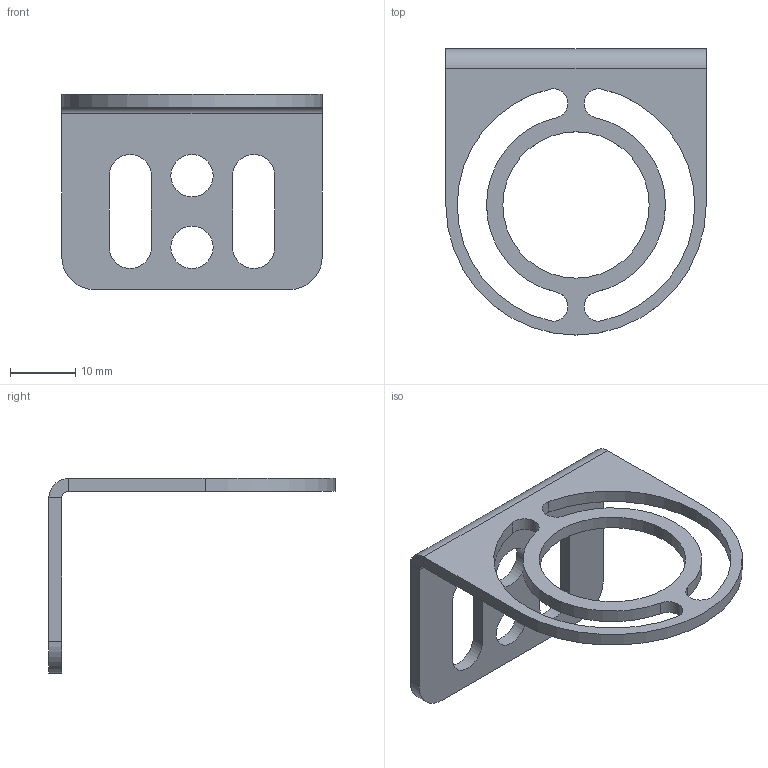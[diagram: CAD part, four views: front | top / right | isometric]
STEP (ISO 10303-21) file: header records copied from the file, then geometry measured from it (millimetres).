
FILE_DESCRIPTION (( 'STEP AP214' ), '1' );
FILE_NAME ('T40-2_Haltewinkel_rectangular.STEP', '2018-11-28T07:15:06', ( 'optiserv' ), ( 'Hewlett-Packard Company' ), 'SwSTEP 2.0', 'SolidWorks 2018', '' );
FILE_SCHEMA (( 'AUTOMOTIVE_DESIGN' ));
Length unit declared in the file: millimetre
Products named in the file (1): T40-2_Haltewinkel_rectangular
Bounding box: 40 x 44 x 30 mm (x, y, z)
Volume: 3138.5 mm3; surface area: 4335.1 mm2
Topology: 1 solids, 1 shells, 35 faces, 91 edges, 58 vertices
Faces by surface type: cylinder 20, plane 15
Full cylindrical faces by diameter (mm): 6.5 x2, 22.5 x1
Entity records: 1128 total; most frequent: DIRECTION 200, CARTESIAN_POINT 182, ORIENTED_EDGE 176, EDGE_CURVE 88, AXIS2_PLACEMENT_3D 76, VERTEX_POINT 58, EDGE_LOOP 52, LINE 48
